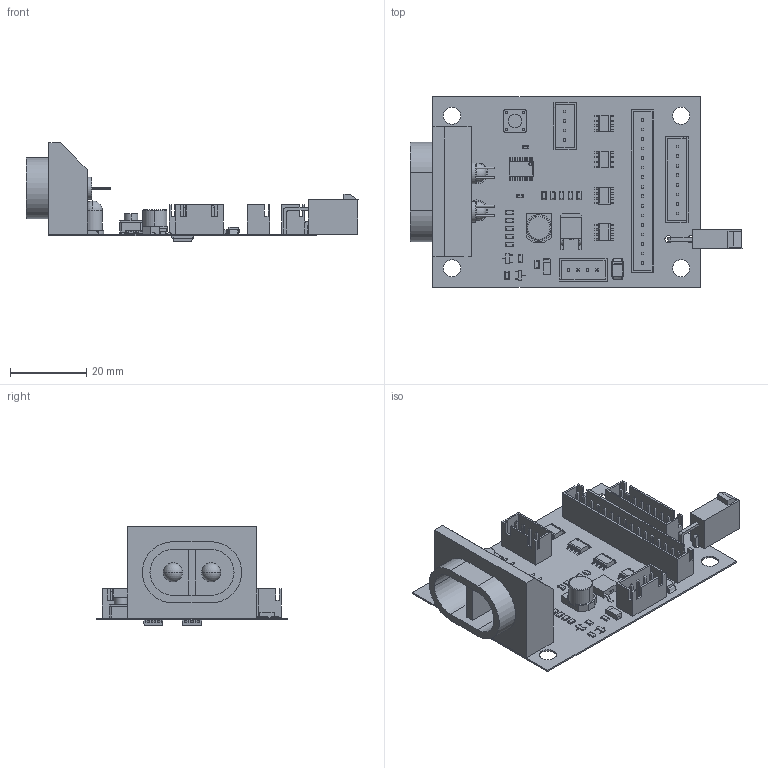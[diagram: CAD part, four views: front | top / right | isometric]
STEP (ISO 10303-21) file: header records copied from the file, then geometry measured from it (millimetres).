
FILE_DESCRIPTION (( 'STEP AP214' ), '1' );
FILE_NAME ('covid19assy.step', '2020-04-28T11:31:25', ( '砐錪賧瘔蠈錪 Windows' ), ( '' ), 'SwSTEP 2.0', 'SolidWorks 2020', '' );
FILE_SCHEMA (( 'AUTOMOTIVE_DESIGN' ));
Length unit declared in the file: millimetre
Products named in the file (4): covid19assy; covid19.step; ñâåòîäèîä; Äåðæàòåëü ôîòîäàò÷èêà ðóê^Äåðæàòåëü ôîòîäàò÷èêà ðóê ñáîðêà
Assembly tree (4 placements, depth 2):
  covid19assy
    Äåðæàòåëü ôîòîäàò÷èêà ðóê^Äåðæàòåëü ôîòîäàò÷èêà ðóê ñáîðêà
    ñâåòîäèîä  x2
    covid19.step
Bounding box: 86.95 x 50 x 25.91 mm (x, y, z)
Volume: 10732.2 mm3; surface area: 19197.2 mm2
Topology: 134 solids, 136 shells, 2137 faces, 5217 edges, 3400 vertices
Faces by surface type: plane 1494, cylinder 497, bspline 118, sphere 16, cone 10, torus 2
Entity records: 70360 total; most frequent: CARTESIAN_POINT 16649, ORIENTED_EDGE 10326, DIRECTION 9844, EDGE_CURVE 5163, LINE 3864, VECTOR 3864, VERTEX_POINT 3375, AXIS2_PLACEMENT_3D 2990
